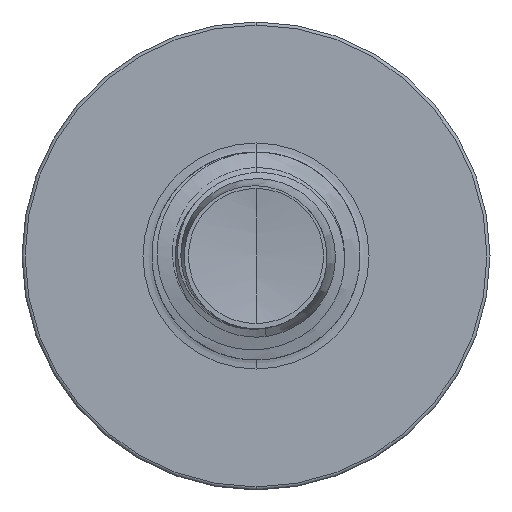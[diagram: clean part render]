
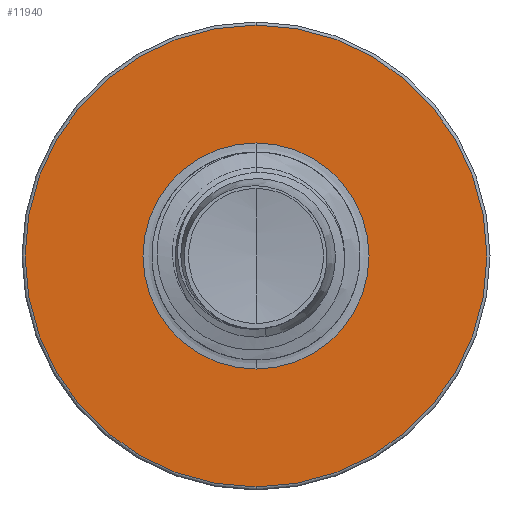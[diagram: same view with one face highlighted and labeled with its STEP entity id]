
A CAD part, front view. The second image highlights one B-rep face of the part: STEP entity #11940.
In plain terms, the highlighted planar face has unit normal (0, -1, 0).
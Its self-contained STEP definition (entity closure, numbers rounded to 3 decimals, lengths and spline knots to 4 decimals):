
#32 = VERTEX_POINT ( 'NONE', #35956 ) ;
#1189 = DIRECTION ( 'NONE',  ( 0., 1., 0. ) ) ;
#1277 = CARTESIAN_POINT ( 'NONE',  ( 0., 20., -4.44 ) ) ;
#2280 = CARTESIAN_POINT ( 'NONE',  ( 0., 20., -2.1736 ) ) ;
#2968 = AXIS2_PLACEMENT_3D ( 'NONE', #3513, #3466, #3456 ) ;
#3456 = DIRECTION ( 'NONE',  ( 0., 0., 1. ) ) ;
#3466 = DIRECTION ( 'NONE',  ( 0., 1., 0. ) ) ;
#3478 = EDGE_CURVE ( 'NONE', #36631, #4535, #32851, .T. ) ;
#3513 = CARTESIAN_POINT ( 'NONE',  ( 0., 20., -2.1736 ) ) ;
#3804 = PLANE ( 'NONE',  #2968 ) ;
#4535 = VERTEX_POINT ( 'NONE', #8550 ) ;
#5832 = CIRCLE ( 'NONE', #16307, 4.44 ) ;
#6977 = EDGE_LOOP ( 'NONE', ( #31480, #28759 ) ) ;
#8092 = ORIENTED_EDGE ( 'NONE', *, *, #13330, .F. ) ;
#8550 = CARTESIAN_POINT ( 'NONE',  ( 0., 20., 2.1736 ) ) ;
#11940 = ADVANCED_FACE ( 'NONE', ( #31384, #32063 ), #3804, .F. ) ;
#13330 = EDGE_CURVE ( 'NONE', #32, #29416, #29993, .T. ) ;
#14113 = AXIS2_PLACEMENT_3D ( 'NONE', #30294, #14676, #32570 ) ;
#14172 = DIRECTION ( 'NONE',  ( 0., 0., 1. ) ) ;
#14215 = DIRECTION ( 'NONE',  ( 0., 1., 0. ) ) ;
#14312 = CARTESIAN_POINT ( 'NONE',  ( 0., 20., 0. ) ) ;
#14676 = DIRECTION ( 'NONE',  ( 0., 1., 0. ) ) ;
#16307 = AXIS2_PLACEMENT_3D ( 'NONE', #20714, #1189, #23398 ) ;
#16495 = AXIS2_PLACEMENT_3D ( 'NONE', #14312, #14215, #14172 ) ;
#17094 = DIRECTION ( 'NONE',  ( 0., 0., 1. ) ) ;
#17135 = DIRECTION ( 'NONE',  ( 0., 1., 0. ) ) ;
#17176 = CARTESIAN_POINT ( 'NONE',  ( 0., 20., 0. ) ) ;
#20714 = CARTESIAN_POINT ( 'NONE',  ( 0., 20., 0. ) ) ;
#21682 = CIRCLE ( 'NONE', #14113, 2.1736 ) ;
#22041 = EDGE_LOOP ( 'NONE', ( #8092, #34278 ) ) ;
#23398 = DIRECTION ( 'NONE',  ( 0., 0., 1. ) ) ;
#27947 = AXIS2_PLACEMENT_3D ( 'NONE', #17176, #17135, #17094 ) ;
#28759 = ORIENTED_EDGE ( 'NONE', *, *, #3478, .T. ) ;
#29416 = VERTEX_POINT ( 'NONE', #1277 ) ;
#29993 = CIRCLE ( 'NONE', #16495, 4.44 ) ;
#30294 = CARTESIAN_POINT ( 'NONE',  ( 0., 20., 0. ) ) ;
#30447 = EDGE_CURVE ( 'NONE', #4535, #36631, #21682, .T. ) ;
#30503 = EDGE_CURVE ( 'NONE', #29416, #32, #5832, .T. ) ;
#31384 = FACE_OUTER_BOUND ( 'NONE', #22041, .T. ) ;
#31480 = ORIENTED_EDGE ( 'NONE', *, *, #30447, .T. ) ;
#32063 = FACE_BOUND ( 'NONE', #6977, .T. ) ;
#32570 = DIRECTION ( 'NONE',  ( 0., 0., 1. ) ) ;
#32851 = CIRCLE ( 'NONE', #27947, 2.1736 ) ;
#34278 = ORIENTED_EDGE ( 'NONE', *, *, #30503, .F. ) ;
#35956 = CARTESIAN_POINT ( 'NONE',  ( 0., 20., 4.44 ) ) ;
#36631 = VERTEX_POINT ( 'NONE', #2280 ) ;
